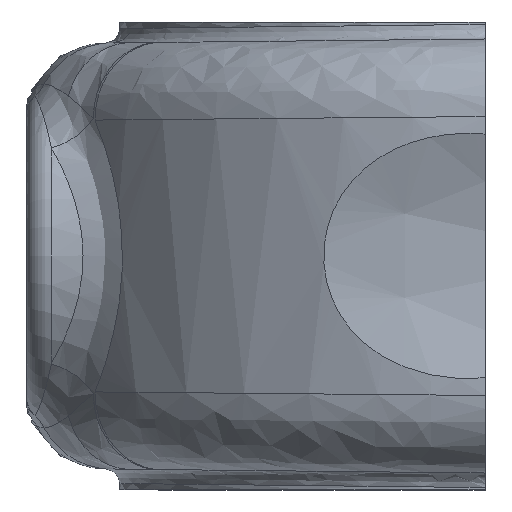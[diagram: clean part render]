
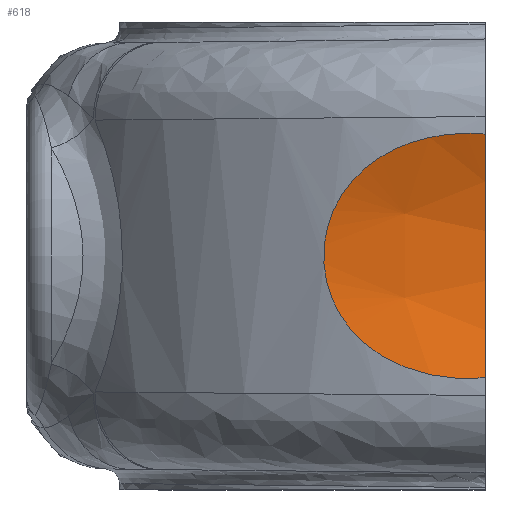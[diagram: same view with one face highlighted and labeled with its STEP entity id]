
A CAD part, left-side view. The second image highlights one B-rep face of the part: STEP entity #618.
In plain terms, the highlighted conical face has half-angle 2.014 degrees and reference radius 65 mm.
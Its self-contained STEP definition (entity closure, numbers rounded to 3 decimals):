
#17 = CARTESIAN_POINT ( 'NONE',  ( -85.84, 33.098, 0.885 ) ) ;
#21 = CARTESIAN_POINT ( 'NONE',  ( -90.984, 13.645, 23.762 ) ) ;
#90 = CARTESIAN_POINT ( 'NONE',  ( -85.939, 32.844, -4.019 ) ) ;
#181 = CARTESIAN_POINT ( 'NONE',  ( -92., 0., -25. ) ) ;
#210 = ORIENTED_EDGE ( 'NONE', *, *, #2369, .F. ) ;
#223 = CONICAL_SURFACE ( 'NONE', #952, 65., 0.035 ) ;
#241 = CARTESIAN_POINT ( 'NONE',  ( -92., 1.976, -25.181 ) ) ;
#246 = CARTESIAN_POINT ( 'NONE',  ( -91.121, 12.698, 24.02 ) ) ;
#400 = CARTESIAN_POINT ( 'NONE',  ( -85.835, 33.111, 0.39 ) ) ;
#474 = CARTESIAN_POINT ( 'NONE',  ( -86.607, 31.039, -9.626 ) ) ;
#479 = CARTESIAN_POINT ( 'NONE',  ( -91.92, 3.964, 25.17 ) ) ;
#553 = CARTESIAN_POINT ( 'NONE',  ( -88.435, 25.398, -17.423 ) ) ;
#618 = ADVANCED_FACE ( 'NONE', ( #3103 ), #223, .F. ) ;
#632 = CARTESIAN_POINT ( 'NONE',  ( -87.608, 28.091, 14.449 ) ) ;
#704 = CARTESIAN_POINT ( 'NONE',  ( -87.837, 27.364, -15.305 ) ) ;
#801 = CARTESIAN_POINT ( 'NONE',  ( -91.008, 13.614, -23.825 ) ) ;
#858 = VERTEX_POINT ( 'NONE', #1029 ) ;
#889 = CARTESIAN_POINT ( 'NONE',  ( -91.984, 1.98, 25.142 ) ) ;
#952 = AXIS2_PLACEMENT_3D ( 'NONE', #3344, #3943, #3017 ) ;
#962 = CARTESIAN_POINT ( 'NONE',  ( -86.317, 31.837, 7.64 ) ) ;
#1029 = CARTESIAN_POINT ( 'NONE',  ( -92., 0., 25. ) ) ;
#1058 = CARTESIAN_POINT ( 'NONE',  ( -85.839, 33.1, -2.076 ) ) ;
#1139 = CARTESIAN_POINT ( 'NONE',  ( -90.687, 15.517, 23.174 ) ) ;
#1226 = CARTESIAN_POINT ( 'NONE',  ( -86.021, 32.626, 4.809 ) ) ;
#1232 = CARTESIAN_POINT ( 'NONE',  ( -91.872, 4.955, 25.145 ) ) ;
#1302 = DIRECTION ( 'NONE',  ( 0., 0., 1. ) ) ;
#1311 = CARTESIAN_POINT ( 'NONE',  ( -89.426, 21.614, 20.223 ) ) ;
#1392 = CARTESIAN_POINT ( 'NONE',  ( -89.623, 20.784, 20.729 ) ) ;
#1480 = CARTESIAN_POINT ( 'NONE',  ( -86.23, 32.068, -6.886 ) ) ;
#1553 = CARTESIAN_POINT ( 'NONE',  ( -91.749, 6.862, -25.025 ) ) ;
#1635 = CARTESIAN_POINT ( 'NONE',  ( -87.059, 29.75, 12.06 ) ) ;
#1658 = ORIENTED_EDGE ( 'NONE', *, *, #2109, .F. ) ;
#1726 = CARTESIAN_POINT ( 'NONE',  ( -87.262, 29.151, -12.996 ) ) ;
#1880 = DIRECTION ( 'NONE',  ( 0., 1., 0. ) ) ;
#1892 = CARTESIAN_POINT ( 'NONE',  ( -85.863, 33.039, 1.879 ) ) ;
#1972 = CARTESIAN_POINT ( 'NONE',  ( -90.202, 18.121, -22.124 ) ) ;
#1996 = CARTESIAN_POINT ( 'NONE',  ( -92., 0., -25. ) ) ;
#2058 = CARTESIAN_POINT ( 'NONE',  ( -90.002, 19.087, 21.663 ) ) ;
#2082 = CIRCLE ( 'NONE', #4565, 65. ) ;
#2109 = EDGE_CURVE ( 'NONE', #858, #4784, #2082, .T. ) ;
#2219 = CARTESIAN_POINT ( 'NONE',  ( -86.408, 31.588, -8.275 ) ) ;
#2285 = CARTESIAN_POINT ( 'NONE',  ( -88.408, 25.493, 17.338 ) ) ;
#2365 = CARTESIAN_POINT ( 'NONE',  ( -89.647, 20.68, -20.789 ) ) ;
#2369 = EDGE_CURVE ( 'NONE', #4784, #858, #4186, .T. ) ;
#2441 = CARTESIAN_POINT ( 'NONE',  ( -86.732, 30.688, 10.359 ) ) ;
#2514 = CARTESIAN_POINT ( 'NONE',  ( -85.951, 32.81, 3.845 ) ) ;
#2517 = CARTESIAN_POINT ( 'NONE',  ( -91.485, 9.769, -24.652 ) ) ;
#2595 = CARTESIAN_POINT ( 'NONE',  ( -91.493, 9.837, 24.682 ) ) ;
#2675 = CARTESIAN_POINT ( 'NONE',  ( -90.023, 18.989, -21.711 ) ) ;
#2680 = CARTESIAN_POINT ( 'NONE',  ( -91.186, 12.223, 24.139 ) ) ;
#2767 = CARTESIAN_POINT ( 'NONE',  ( -88.848, 23.931, -18.664 ) ) ;
#2772 = CARTESIAN_POINT ( 'NONE',  ( -92., 0., 25. ) ) ;
#2848 = CARTESIAN_POINT ( 'NONE',  ( -86.582, 31.108, 9.475 ) ) ;
#3017 = DIRECTION ( 'NONE',  ( 0., 0., 1. ) ) ;
#3100 = CARTESIAN_POINT ( 'NONE',  ( -87.936, 27.045, -15.667 ) ) ;
#3103 = FACE_OUTER_BOUND ( 'NONE', #4549, .T. ) ;
#3105 = CARTESIAN_POINT ( 'NONE',  ( -91.681, 7.901, 24.957 ) ) ;
#3178 = CARTESIAN_POINT ( 'NONE',  ( -86.757, 30.619, -10.497 ) ) ;
#3260 = CARTESIAN_POINT ( 'NONE',  ( -89.719, 20.364, 20.97 ) ) ;
#3343 = CARTESIAN_POINT ( 'NONE',  ( -90.183, 18.215, 22.081 ) ) ;
#3344 = CARTESIAN_POINT ( 'NONE',  ( -152., 0., 0. ) ) ;
#3412 = CARTESIAN_POINT ( 'NONE',  ( -85.881, 32.993, 2.375 ) ) ;
#3485 = CARTESIAN_POINT ( 'NONE',  ( -88.822, 24.028, 18.588 ) ) ;
#3491 = CARTESIAN_POINT ( 'NONE',  ( -92., 0.989, 25.09 ) ) ;
#3568 = CARTESIAN_POINT ( 'NONE',  ( -89.326, 22.024, 19.958 ) ) ;
#3647 = CARTESIAN_POINT ( 'NONE',  ( -87.084, 29.675, -12.182 ) ) ;
#3781 = CARTESIAN_POINT ( 'NONE',  ( -87.544, 28.285, -14.175 ) ) ;
#3860 = CARTESIAN_POINT ( 'NONE',  ( -90.526, 16.43, 22.837 ) ) ;
#3940 = CARTESIAN_POINT ( 'NONE',  ( -91.377, 10.736, -24.476 ) ) ;
#3943 = DIRECTION ( 'NONE',  ( 0., 1., 0. ) ) ;
#4025 = CARTESIAN_POINT ( 'NONE',  ( -86.345, 31.757, -7.817 ) ) ;
#4106 = CARTESIAN_POINT ( 'NONE',  ( -90.709, 15.461, -23.24 ) ) ;
#4175 = CARTESIAN_POINT ( 'NONE',  ( -87.806, 27.468, 15.207 ) ) ;
#4186 = B_SPLINE_CURVE_WITH_KNOTS ( 'NONE', 3,
 ( #181, #241, #4817, #1553, #4510, #2517, #3940, #801, #4106, #1972, #2675, #4897, #2365, #4658, #4583, #2767, #553, #3100, #704, #4339, #3781, #1726, #3647, #3178, #474, #2219, #4025, #1480, #4740, #90, #1058, #400, #17, #1892, #3412, #2514, #1226, #4663, #962, #2848, #2441, #1635, #4415, #632, #4175, #2285, #3485, #3568, #1311, #1392, #3260, #2058, #3343, #3860, #1139, #4901, #21, #246, #2680, #2595, #3105, #1232, #479, #889, #3491, #2772 ),
 .UNSPECIFIED., .F., .F.,
 ( 4, 2, 2, 2, 2, 2, 2, 2, 2, 2, 2, 2, 2, 2, 2, 2, 2, 2, 2, 2, 2, 2, 2, 2, 2, 2, 2, 2, 2, 2, 2, 2, 4 ),
 ( 0., 0.006, 0.009, 0.012, 0.018, 0.021, 0.022, 0.023, 0.029, 0.031, 0.032, 0.035, 0.038, 0.04, 0.041, 0.047, 0.048, 0.05, 0.053, 0.056, 0.059, 0.062, 0.065, 0.07, 0.072, 0.073, 0.076, 0.079, 0.081, 0.082, 0.088, 0.091, 0.094 ),
 .UNSPECIFIED. ) ;
#4339 = CARTESIAN_POINT ( 'NONE',  ( -87.641, 27.984, -14.56 ) ) ;
#4415 = CARTESIAN_POINT ( 'NONE',  ( -87.235, 29.23, 12.878 ) ) ;
#4510 = CARTESIAN_POINT ( 'NONE',  ( -91.671, 7.833, -24.927 ) ) ;
#4549 = EDGE_LOOP ( 'NONE', ( #1658, #210 ) ) ;
#4565 = AXIS2_PLACEMENT_3D ( 'NONE', #4888, #1880, #1302 ) ;
#4583 = CARTESIAN_POINT ( 'NONE',  ( -89.352, 21.919, -20.027 ) ) ;
#4658 = CARTESIAN_POINT ( 'NONE',  ( -89.451, 21.509, -20.289 ) ) ;
#4663 = CARTESIAN_POINT ( 'NONE',  ( -86.204, 32.14, 6.707 ) ) ;
#4740 = CARTESIAN_POINT ( 'NONE',  ( -86.177, 32.211, -6.412 ) ) ;
#4784 = VERTEX_POINT ( 'NONE', #1996 ) ;
#4817 = CARTESIAN_POINT ( 'NONE',  ( -91.936, 3.938, -25.207 ) ) ;
#4888 = CARTESIAN_POINT ( 'NONE',  ( -152., 0., 0. ) ) ;
#4897 = CARTESIAN_POINT ( 'NONE',  ( -89.742, 20.261, -21.028 ) ) ;
#4901 = CARTESIAN_POINT ( 'NONE',  ( -90.912, 14.118, 23.622 ) ) ;
